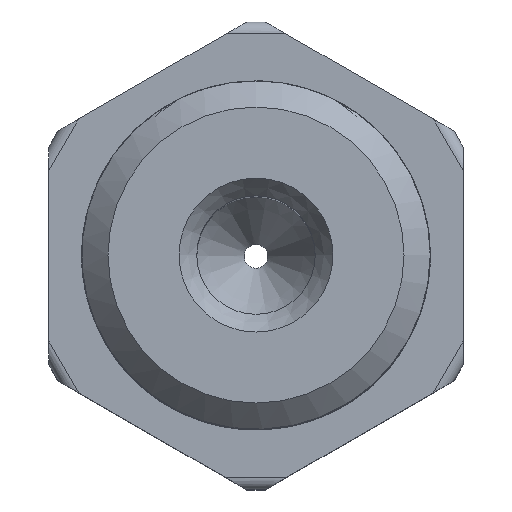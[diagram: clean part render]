
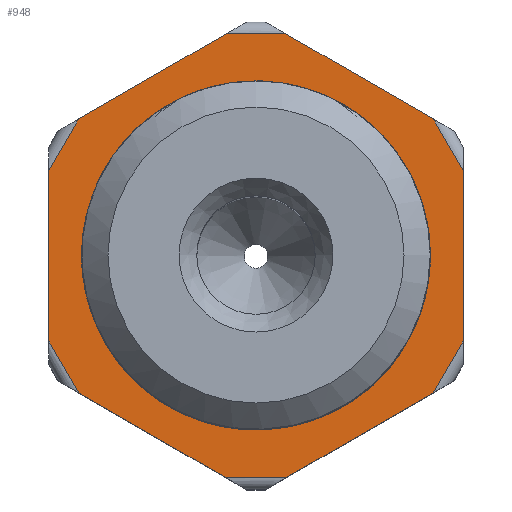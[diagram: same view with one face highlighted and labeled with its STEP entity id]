
A CAD part, top view. The second image highlights one B-rep face of the part: STEP entity #948.
In plain terms, the highlighted planar face has unit normal (0, 0, 1).
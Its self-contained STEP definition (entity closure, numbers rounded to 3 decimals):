
#23=FACE_BOUND('',#145,.T.);
#55=PLANE('',#1025);
#88=FACE_OUTER_BOUND('',#144,.T.);
#144=EDGE_LOOP('',(#705,#706,#707,#708,#709,#710,#711,#712,#713,#714,#715,
#716));
#145=EDGE_LOOP('',(#717));
#194=CIRCLE('',#1026,2.7);
#253=LINE('',#2519,#320);
#254=LINE('',#2522,#321);
#255=LINE('',#2524,#322);
#256=LINE('',#2526,#323);
#257=LINE('',#2528,#324);
#258=LINE('',#2530,#325);
#259=LINE('',#2532,#326);
#260=LINE('',#2534,#327);
#261=LINE('',#2536,#328);
#262=LINE('',#2538,#329);
#263=LINE('',#2540,#330);
#264=LINE('',#2541,#331);
#320=VECTOR('',#1165,10.);
#321=VECTOR('',#1168,10.);
#322=VECTOR('',#1169,10.);
#323=VECTOR('',#1170,10.);
#324=VECTOR('',#1171,10.);
#325=VECTOR('',#1172,10.);
#326=VECTOR('',#1173,10.);
#327=VECTOR('',#1174,10.);
#328=VECTOR('',#1175,10.);
#329=VECTOR('',#1176,10.);
#330=VECTOR('',#1177,10.);
#331=VECTOR('',#1178,10.);
#407=VERTEX_POINT('',#2512);
#410=VERTEX_POINT('',#2517);
#411=VERTEX_POINT('',#2521);
#412=VERTEX_POINT('',#2523);
#413=VERTEX_POINT('',#2525);
#414=VERTEX_POINT('',#2527);
#415=VERTEX_POINT('',#2529);
#416=VERTEX_POINT('',#2531);
#417=VERTEX_POINT('',#2533);
#418=VERTEX_POINT('',#2535);
#419=VERTEX_POINT('',#2537);
#420=VERTEX_POINT('',#2539);
#421=VERTEX_POINT('',#2542);
#519=EDGE_CURVE('',#410,#407,#253,.T.);
#520=EDGE_CURVE('',#411,#410,#254,.T.);
#521=EDGE_CURVE('',#412,#411,#255,.T.);
#522=EDGE_CURVE('',#413,#412,#256,.T.);
#523=EDGE_CURVE('',#414,#413,#257,.T.);
#524=EDGE_CURVE('',#415,#414,#258,.T.);
#525=EDGE_CURVE('',#416,#415,#259,.T.);
#526=EDGE_CURVE('',#417,#416,#260,.T.);
#527=EDGE_CURVE('',#418,#417,#261,.T.);
#528=EDGE_CURVE('',#419,#418,#262,.T.);
#529=EDGE_CURVE('',#420,#419,#263,.T.);
#530=EDGE_CURVE('',#407,#420,#264,.T.);
#531=EDGE_CURVE('',#421,#421,#194,.T.);
#705=ORIENTED_EDGE('',*,*,#519,.F.);
#706=ORIENTED_EDGE('',*,*,#520,.F.);
#707=ORIENTED_EDGE('',*,*,#521,.F.);
#708=ORIENTED_EDGE('',*,*,#522,.F.);
#709=ORIENTED_EDGE('',*,*,#523,.F.);
#710=ORIENTED_EDGE('',*,*,#524,.F.);
#711=ORIENTED_EDGE('',*,*,#525,.F.);
#712=ORIENTED_EDGE('',*,*,#526,.F.);
#713=ORIENTED_EDGE('',*,*,#527,.F.);
#714=ORIENTED_EDGE('',*,*,#528,.F.);
#715=ORIENTED_EDGE('',*,*,#529,.F.);
#716=ORIENTED_EDGE('',*,*,#530,.F.);
#717=ORIENTED_EDGE('',*,*,#531,.T.);
#948=ADVANCED_FACE('',(#88,#23),#55,.T.);
#1025=AXIS2_PLACEMENT_3D('',#2520,#1166,#1167);
#1026=AXIS2_PLACEMENT_3D('',#2543,#1179,#1180);
#1165=DIRECTION('',(0.5,-0.866,0.));
#1166=DIRECTION('center_axis',(0.,0.,1.));
#1167=DIRECTION('ref_axis',(1.,0.,0.));
#1168=DIRECTION('',(0.866,-0.5,0.));
#1169=DIRECTION('',(1.,0.,0.));
#1170=DIRECTION('',(0.866,0.5,0.));
#1171=DIRECTION('',(0.5,0.866,0.));
#1172=DIRECTION('',(0.,1.,0.));
#1173=DIRECTION('',(-0.5,0.866,0.));
#1174=DIRECTION('',(-0.866,0.5,0.));
#1175=DIRECTION('',(-1.,0.,0.));
#1176=DIRECTION('',(-0.866,-0.5,0.));
#1177=DIRECTION('',(-0.5,-0.866,0.));
#1178=DIRECTION('',(0.,-1.,0.));
#1179=DIRECTION('center_axis',(0.,0.,-1.));
#1180=DIRECTION('ref_axis',(1.,0.,0.));
#2512=CARTESIAN_POINT('',(3.5,1.438,5.));
#2517=CARTESIAN_POINT('',(2.995,2.312,5.));
#2519=CARTESIAN_POINT('',(2.85,2.564,5.));
#2520=CARTESIAN_POINT('Origin',(-3.5,0.,5.));
#2521=CARTESIAN_POINT('',(0.505,3.75,5.));
#2522=CARTESIAN_POINT('',(1.75,3.031,5.));
#2523=CARTESIAN_POINT('',(-0.505,3.75,5.));
#2524=CARTESIAN_POINT('',(-1.671,3.75,5.));
#2525=CARTESIAN_POINT('',(-2.995,2.312,5.));
#2526=CARTESIAN_POINT('',(-1.75,3.031,5.));
#2527=CARTESIAN_POINT('',(-3.5,1.438,5.));
#2528=CARTESIAN_POINT('',(-3.645,1.186,5.));
#2529=CARTESIAN_POINT('',(-3.5,-1.438,5.));
#2530=CARTESIAN_POINT('',(-3.5,0.,5.));
#2531=CARTESIAN_POINT('',(-2.995,-2.312,5.));
#2532=CARTESIAN_POINT('',(-3.725,-1.049,5.));
#2533=CARTESIAN_POINT('',(-0.505,-3.75,5.));
#2534=CARTESIAN_POINT('',(-1.75,-3.031,5.));
#2535=CARTESIAN_POINT('',(0.505,-3.75,5.));
#2536=CARTESIAN_POINT('',(-1.829,-3.75,5.));
#2537=CARTESIAN_POINT('',(2.995,-2.312,5.));
#2538=CARTESIAN_POINT('',(1.75,-3.031,5.));
#2539=CARTESIAN_POINT('',(3.5,-1.438,5.));
#2540=CARTESIAN_POINT('',(2.77,-2.701,5.));
#2541=CARTESIAN_POINT('',(3.5,0.,5.));
#2542=CARTESIAN_POINT('',(2.7,0.,5.));
#2543=CARTESIAN_POINT('Origin',(0.,0.,5.));
